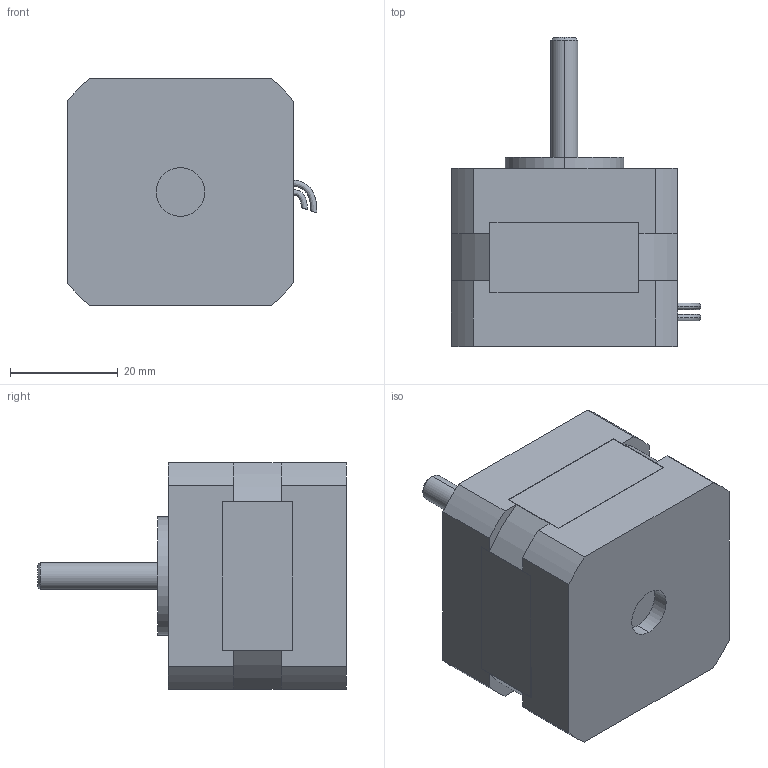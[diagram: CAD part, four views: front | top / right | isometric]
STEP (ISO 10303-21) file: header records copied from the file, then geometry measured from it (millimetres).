
FILE_DESCRIPTION (( 'STEP AP214' ), '1' );
FILE_NAME ('9238.STEP', '2015-04-29T20:12:37', ( '' ), ( '' ), 'SwSTEP 2.0', 'SolidWorks 2014', '' );
FILE_SCHEMA (( 'AUTOMOTIVE_DESIGN' ));
Length unit declared in the file: millimetre
Products named in the file (1): 9238
Bounding box: 46.3 x 57.25 x 42 mm (x, y, z)
Volume: 57019.9 mm3; surface area: 9923.6 mm2
Topology: 1 solids, 1 shells, 101 faces, 244 edges, 150 vertices
Faces by surface type: plane 53, cylinder 30, cone 10, bspline 8
Entity records: 4370 total; most frequent: CARTESIAN_POINT 1560, DIRECTION 494, ORIENTED_EDGE 472, EDGE_CURVE 236, AXIS2_PLACEMENT_3D 172, VECTOR 150, LINE 150, VERTEX_POINT 150
